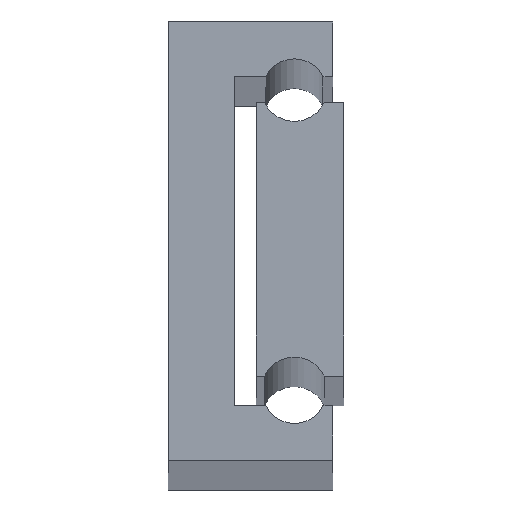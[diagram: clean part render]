
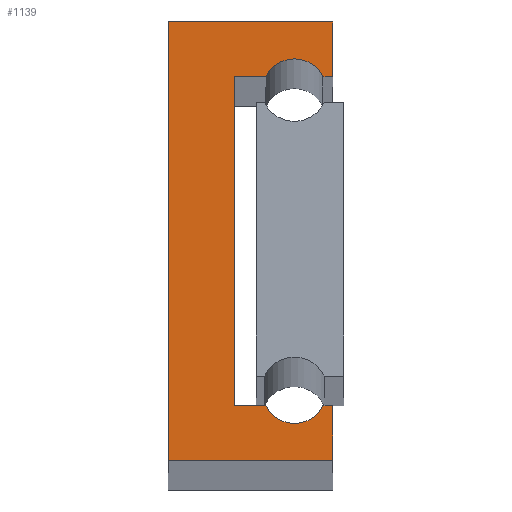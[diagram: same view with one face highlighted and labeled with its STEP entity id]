
A CAD part, top view. The second image highlights one B-rep face of the part: STEP entity #1139.
In plain terms, the highlighted planar face has unit normal (0, 0, 1).
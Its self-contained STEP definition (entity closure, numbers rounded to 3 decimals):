
#10 = DIRECTION ( 'NONE',  ( 0., 1., 0. ) ) ;
#30 = CARTESIAN_POINT ( 'NONE',  ( 15., 0., 775. ) ) ;
#39 = VERTEX_POINT ( 'NONE', #1137 ) ;
#98 = DIRECTION ( 'NONE',  ( 0., 0., -1. ) ) ;
#100 = ORIENTED_EDGE ( 'NONE', *, *, #1755, .T. ) ;
#113 = CARTESIAN_POINT ( 'NONE',  ( 0., 0., 775. ) ) ;
#124 = VECTOR ( 'NONE', #991, 1000. ) ;
#131 = EDGE_CURVE ( 'NONE', #1022, #1944, #167, .T. ) ;
#136 = ORIENTED_EDGE ( 'NONE', *, *, #350, .T. ) ;
#166 = CARTESIAN_POINT ( 'NONE',  ( 0., 0., 775. ) ) ;
#167 = CIRCLE ( 'NONE', #1532, 2.89 ) ;
#174 = FACE_OUTER_BOUND ( 'NONE', #1656, .T. ) ;
#195 = ORIENTED_EDGE ( 'NONE', *, *, #369, .T. ) ;
#197 = ORIENTED_EDGE ( 'NONE', *, *, #327, .T. ) ;
#213 = LINE ( 'NONE', #989, #1502 ) ;
#224 = LINE ( 'NONE', #1308, #984 ) ;
#266 = CARTESIAN_POINT ( 'NONE',  ( 6., 5., 775. ) ) ;
#277 = EDGE_CURVE ( 'NONE', #860, #1131, #479, .T. ) ;
#310 = DIRECTION ( 'NONE',  ( -1., 0., 0. ) ) ;
#317 = CARTESIAN_POINT ( 'NONE',  ( 6., 35., 775. ) ) ;
#324 = ORIENTED_EDGE ( 'NONE', *, *, #614, .T. ) ;
#327 = EDGE_CURVE ( 'NONE', #1857, #547, #1702, .T. ) ;
#348 = DIRECTION ( 'NONE',  ( 1., 0., 0. ) ) ;
#350 = EDGE_CURVE ( 'NONE', #619, #881, #224, .T. ) ;
#369 = EDGE_CURVE ( 'NONE', #737, #1540, #1900, .T. ) ;
#382 = ORIENTED_EDGE ( 'NONE', *, *, #1633, .T. ) ;
#403 = VECTOR ( 'NONE', #10, 1000. ) ;
#428 = VECTOR ( 'NONE', #310, 1000. ) ;
#479 = LINE ( 'NONE', #1576, #428 ) ;
#483 = LINE ( 'NONE', #30, #403 ) ;
#488 = CARTESIAN_POINT ( 'NONE',  ( 15., 0., 775. ) ) ;
#508 = EDGE_CURVE ( 'NONE', #547, #1022, #213, .T. ) ;
#540 = CARTESIAN_POINT ( 'NONE',  ( 15., 35., 775. ) ) ;
#547 = VERTEX_POINT ( 'NONE', #317 ) ;
#589 = LINE ( 'NONE', #1975, #1243 ) ;
#599 = ORIENTED_EDGE ( 'NONE', *, *, #1457, .T. ) ;
#614 = EDGE_CURVE ( 'NONE', #39, #1857, #589, .T. ) ;
#619 = VERTEX_POINT ( 'NONE', #1359 ) ;
#621 = VERTEX_POINT ( 'NONE', #1208 ) ;
#672 = CARTESIAN_POINT ( 'NONE',  ( 11.5, 33.75, 775. ) ) ;
#710 = DIRECTION ( 'NONE',  ( 0., 0., -1. ) ) ;
#715 = ORIENTED_EDGE ( 'NONE', *, *, #508, .T. ) ;
#737 = VERTEX_POINT ( 'NONE', #166 ) ;
#742 = DIRECTION ( 'NONE',  ( -1., 0., 0. ) ) ;
#746 = DIRECTION ( 'NONE',  ( -1., 0., 0. ) ) ;
#802 = DIRECTION ( 'NONE',  ( -1., 0., 0. ) ) ;
#819 = CARTESIAN_POINT ( 'NONE',  ( 15., 40., 775. ) ) ;
#836 = DIRECTION ( 'NONE',  ( 1., 0., 0. ) ) ;
#860 = VERTEX_POINT ( 'NONE', #1924 ) ;
#874 = CARTESIAN_POINT ( 'NONE',  ( 14.105, 35., 775. ) ) ;
#881 = VERTEX_POINT ( 'NONE', #1771 ) ;
#905 = CARTESIAN_POINT ( 'NONE',  ( 8.895, 35., 775. ) ) ;
#965 = CARTESIAN_POINT ( 'NONE',  ( 14.105, 5., 775. ) ) ;
#984 = VECTOR ( 'NONE', #1157, 1000. ) ;
#989 = CARTESIAN_POINT ( 'NONE',  ( 8.895, 35., 775. ) ) ;
#991 = DIRECTION ( 'NONE',  ( 1., 0., 0. ) ) ;
#1021 = AXIS2_PLACEMENT_3D ( 'NONE', #672, #1720, #802 ) ;
#1022 = VERTEX_POINT ( 'NONE', #905 ) ;
#1027 = CIRCLE ( 'NONE', #1544, 2.89 ) ;
#1033 = DIRECTION ( 'NONE',  ( 0., -1., 0. ) ) ;
#1097 = EDGE_CURVE ( 'NONE', #1540, #860, #483, .T. ) ;
#1102 = EDGE_CURVE ( 'NONE', #621, #619, #1117, .T. ) ;
#1117 = LINE ( 'NONE', #819, #1340 ) ;
#1131 = VERTEX_POINT ( 'NONE', #965 ) ;
#1137 = CARTESIAN_POINT ( 'NONE',  ( 8.895, 5., 775. ) ) ;
#1139 = ADVANCED_FACE ( 'NONE', ( #174 ), #1254, .F. ) ;
#1146 = LINE ( 'NONE', #540, #124 ) ;
#1154 = ORIENTED_EDGE ( 'NONE', *, *, #1102, .T. ) ;
#1157 = DIRECTION ( 'NONE',  ( -1., 0., 0. ) ) ;
#1181 = VECTOR ( 'NONE', #1833, 1000. ) ;
#1188 = CARTESIAN_POINT ( 'NONE',  ( 0., 0., 775. ) ) ;
#1208 = CARTESIAN_POINT ( 'NONE',  ( 15., 35., 775. ) ) ;
#1243 = VECTOR ( 'NONE', #746, 1000. ) ;
#1254 = PLANE ( 'NONE',  #1021 ) ;
#1258 = CARTESIAN_POINT ( 'NONE',  ( 6., 5., 775. ) ) ;
#1308 = CARTESIAN_POINT ( 'NONE',  ( 0., 40., 775. ) ) ;
#1340 = VECTOR ( 'NONE', #1711, 1000. ) ;
#1359 = CARTESIAN_POINT ( 'NONE',  ( 15., 40., 775. ) ) ;
#1387 = LINE ( 'NONE', #1188, #1693 ) ;
#1457 = EDGE_CURVE ( 'NONE', #881, #737, #1387, .T. ) ;
#1478 = DIRECTION ( 'NONE',  ( 1., 0., 0. ) ) ;
#1487 = CARTESIAN_POINT ( 'NONE',  ( 11.5, 33.75, 775. ) ) ;
#1502 = VECTOR ( 'NONE', #836, 1000. ) ;
#1513 = ORIENTED_EDGE ( 'NONE', *, *, #131, .T. ) ;
#1532 = AXIS2_PLACEMENT_3D ( 'NONE', #1487, #98, #742 ) ;
#1540 = VERTEX_POINT ( 'NONE', #488 ) ;
#1544 = AXIS2_PLACEMENT_3D ( 'NONE', #1885, #710, #1478 ) ;
#1576 = CARTESIAN_POINT ( 'NONE',  ( 15., 5., 775. ) ) ;
#1633 = EDGE_CURVE ( 'NONE', #1131, #39, #1027, .T. ) ;
#1644 = ORIENTED_EDGE ( 'NONE', *, *, #1097, .T. ) ;
#1656 = EDGE_LOOP ( 'NONE', ( #599, #195, #1644, #1882, #382, #324, #197, #715, #1513, #100, #1154, #136 ) ) ;
#1693 = VECTOR ( 'NONE', #1033, 1000. ) ;
#1702 = LINE ( 'NONE', #1258, #1181 ) ;
#1711 = DIRECTION ( 'NONE',  ( 0., 1., 0. ) ) ;
#1720 = DIRECTION ( 'NONE',  ( 0., 0., -1. ) ) ;
#1755 = EDGE_CURVE ( 'NONE', #1944, #621, #1146, .T. ) ;
#1771 = CARTESIAN_POINT ( 'NONE',  ( 0., 40., 775. ) ) ;
#1833 = DIRECTION ( 'NONE',  ( 0., 1., 0. ) ) ;
#1857 = VERTEX_POINT ( 'NONE', #266 ) ;
#1875 = VECTOR ( 'NONE', #348, 1000. ) ;
#1882 = ORIENTED_EDGE ( 'NONE', *, *, #277, .T. ) ;
#1885 = CARTESIAN_POINT ( 'NONE',  ( 11.5, 6.25, 775. ) ) ;
#1900 = LINE ( 'NONE', #113, #1875 ) ;
#1924 = CARTESIAN_POINT ( 'NONE',  ( 15., 5., 775. ) ) ;
#1944 = VERTEX_POINT ( 'NONE', #874 ) ;
#1975 = CARTESIAN_POINT ( 'NONE',  ( 8.895, 5., 775. ) ) ;
